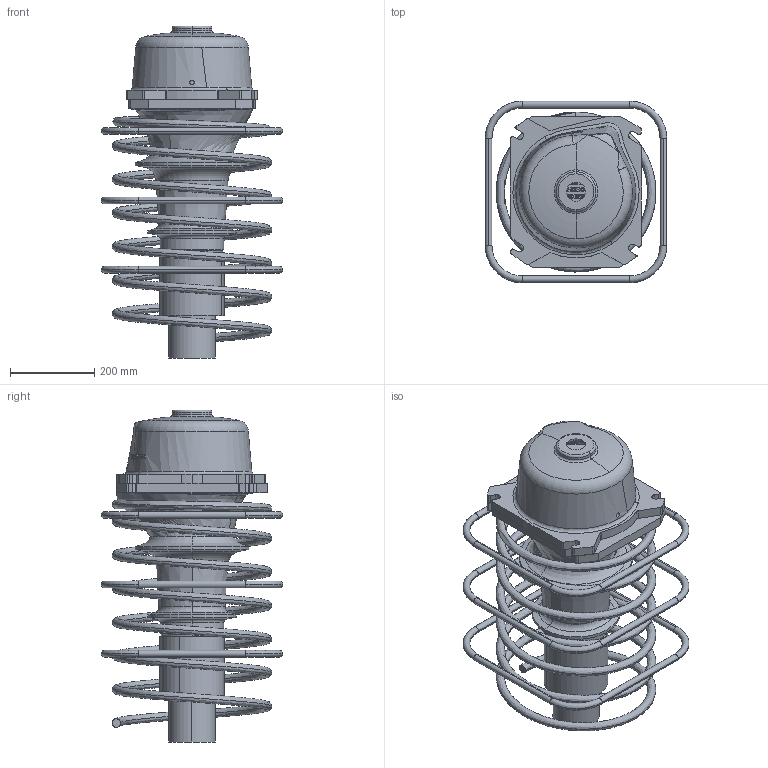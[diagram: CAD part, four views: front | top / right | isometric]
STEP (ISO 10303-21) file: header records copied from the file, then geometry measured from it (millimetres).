
FILE_DESCRIPTION (( 'STEP AP203' ), '1' );
FILE_NAME ('25c15 ANCHOR ASSEMBLY FOR CLIENTS -WITH CAP.STEP', '2018-02-23T04:22:18', ( '' ), ( '' ), 'SwSTEP 2.0', 'SolidWorks 2016', '' );
FILE_SCHEMA (( 'CONFIG_CONTROL_DESIGN' ));
Length unit declared in the file: millimetre
Products named in the file (1): 25c15 ANCHOR ASSEMBLY FOR CLIENTS  -WITH CAP
Bounding box: 432 x 432 x 790 mm (x, y, z)
Volume: 26303598.2 mm3; surface area: 1845999.1 mm2
Topology: 6 solids, 7 shells, 1100 faces, 2974 edges, 1942 vertices
Faces by surface type: bspline 585, plane 299, cylinder 96, torus 74, cone 46
Entity records: 91707 total; most frequent: CARTESIAN_POINT 68311, ORIENTED_EDGE 5944, EDGE_CURVE 2972, DIRECTION 2921, VERTEX_POINT 1942, B_SPLINE_CURVE_WITH_KNOTS 1451, EDGE_LOOP 1170, LINE 1145
